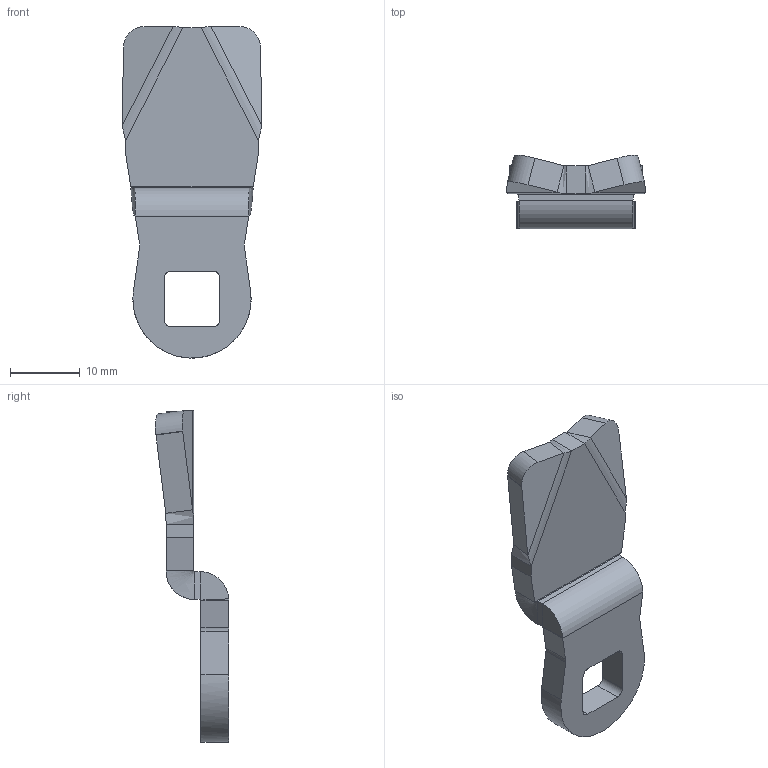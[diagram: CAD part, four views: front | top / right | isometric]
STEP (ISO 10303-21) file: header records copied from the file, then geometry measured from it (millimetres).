
FILE_DESCRIPTION (( 'STEP AP203' ), '1' );
FILE_NAME ('1023 DIL.STEP', '2022-07-06T12:54:15', ( '' ), ( '' ), 'SwSTEP 2.0', 'SolidWorks 2021', '' );
FILE_SCHEMA (( 'CONFIG_CONTROL_DESIGN' ));
Length unit declared in the file: millimetre
Products named in the file (1): 1023 DIL
Bounding box: 20.06 x 10.55 x 47.74 mm (x, y, z)
Volume: 3172.6 mm3; surface area: 2228.4 mm2
Topology: 1 solids, 1 shells, 94 faces, 232 edges, 144 vertices
Faces by surface type: plane 44, bspline 28, cylinder 22
Entity records: 4452 total; most frequent: CARTESIAN_POINT 2405, ORIENTED_EDGE 464, DIRECTION 291, EDGE_CURVE 232, VERTEX_POINT 144, VECTOR 139, LINE 139, EDGE_LOOP 100
